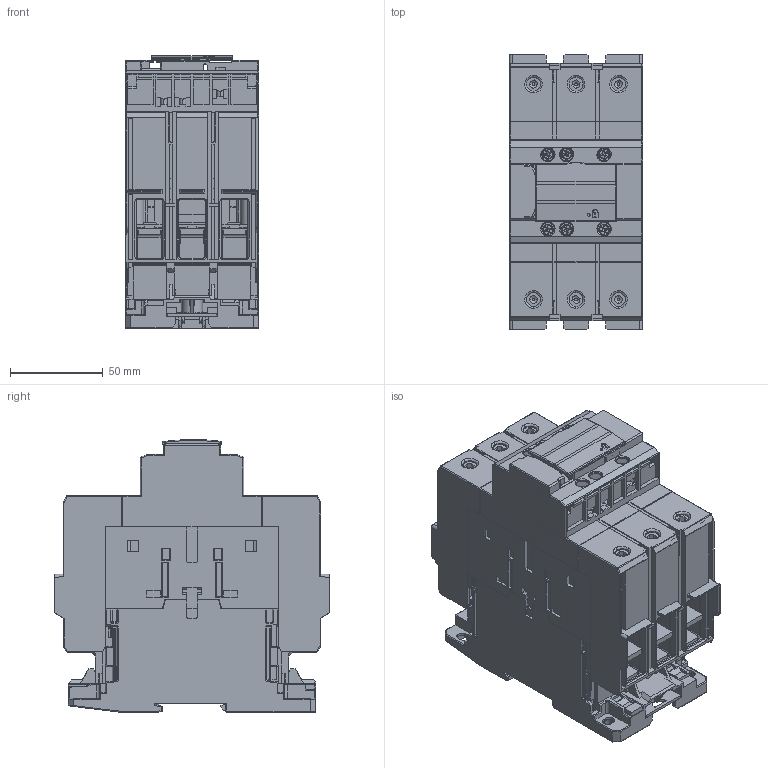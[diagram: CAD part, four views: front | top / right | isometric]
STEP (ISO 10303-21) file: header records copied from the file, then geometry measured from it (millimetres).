
FILE_DESCRIPTION (( 'STEP AP203' ), '1' );
FILE_NAME ('CWB110-11-30D02.step', '2023-01-18T17:40:55', ( '' ), ( '' ), 'SwSTEP 2.0', 'SolidWorks 2021', '' );
FILE_SCHEMA (( 'CONFIG_CONTROL_DESIGN' ));
Length unit declared in the file: inch
Products named in the file (1): CWB110-11-30D02
Bounding box: 71.8 x 148.6 x 146.95 mm (x, y, z)
Volume: 904440 mm3; surface area: 294590.4 mm2
Topology: 39 solids, 70 shells, 5736 faces, 15761 edges, 10089 vertices
Faces by surface type: plane 3711, cylinder 1453, bspline 408, cone 164
Entity records: 190389 total; most frequent: CARTESIAN_POINT 46933, ORIENTED_EDGE 31328, DIRECTION 27992, EDGE_CURVE 15664, LINE 11550, VECTOR 11550, VERTEX_POINT 10089, AXIS2_PLACEMENT_3D 8221
